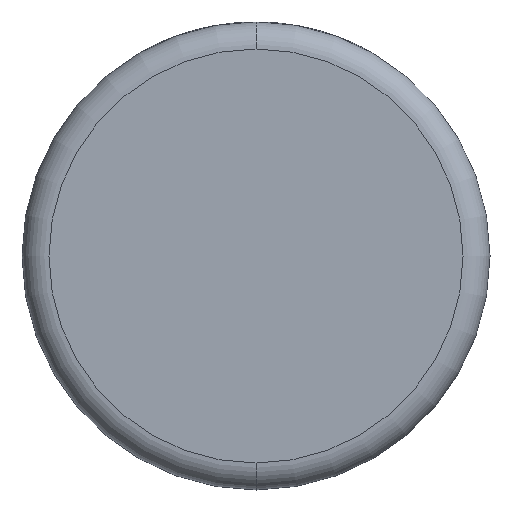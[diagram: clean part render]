
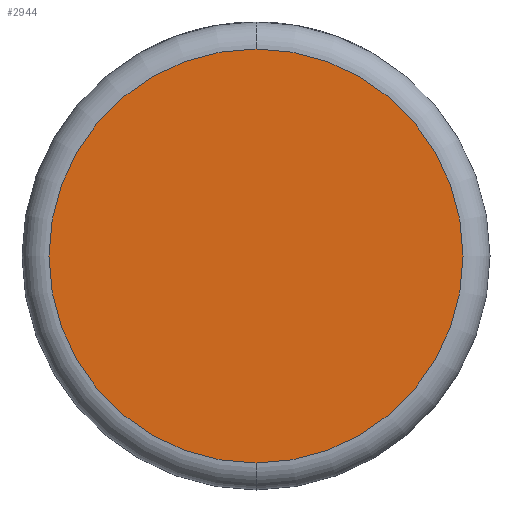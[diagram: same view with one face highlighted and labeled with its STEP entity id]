
A CAD part, front view. The second image highlights one B-rep face of the part: STEP entity #2944.
In plain terms, the highlighted planar face has unit normal (0, -1, 0).
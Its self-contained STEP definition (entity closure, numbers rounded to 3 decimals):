
#3 = FACE_OUTER_BOUND ( 'NONE', #2481, .T. ) ;
#365 = DIRECTION ( 'NONE',  ( 0., 1., 0. ) ) ;
#545 = DIRECTION ( 'NONE',  ( 0., -1., 0. ) ) ;
#581 = ORIENTED_EDGE ( 'NONE', *, *, #1577, .T. ) ;
#635 = CARTESIAN_POINT ( 'NONE',  ( 0., 0., -13.714 ) ) ;
#709 = CIRCLE ( 'NONE', #4198, 13.714 ) ;
#1052 = EDGE_CURVE ( 'NONE', #1670, #2502, #2205, .T. ) ;
#1082 = CARTESIAN_POINT ( 'NONE',  ( 0., 0., 0. ) ) ;
#1341 = ORIENTED_EDGE ( 'NONE', *, *, #1052, .T. ) ;
#1385 = DIRECTION ( 'NONE',  ( 0., -1., 0. ) ) ;
#1486 = DIRECTION ( 'NONE',  ( 0., 0., 1. ) ) ;
#1577 = EDGE_CURVE ( 'NONE', #2502, #1670, #709, .T. ) ;
#1597 = AXIS2_PLACEMENT_3D ( 'NONE', #2094, #545, #1486 ) ;
#1670 = VERTEX_POINT ( 'NONE', #3044 ) ;
#1993 = DIRECTION ( 'NONE',  ( 0., 0., 1. ) ) ;
#2016 = AXIS2_PLACEMENT_3D ( 'NONE', #2652, #365, #1993 ) ;
#2094 = CARTESIAN_POINT ( 'NONE',  ( 0., 0., 0. ) ) ;
#2205 = CIRCLE ( 'NONE', #1597, 13.714 ) ;
#2305 = PLANE ( 'NONE',  #2016 ) ;
#2481 = EDGE_LOOP ( 'NONE', ( #1341, #581 ) ) ;
#2502 = VERTEX_POINT ( 'NONE', #635 ) ;
#2652 = CARTESIAN_POINT ( 'NONE',  ( 0., 0., 0. ) ) ;
#2944 = ADVANCED_FACE ( 'NONE', ( #3 ), #2305, .F. ) ;
#3044 = CARTESIAN_POINT ( 'NONE',  ( 0., 0., 13.714 ) ) ;
#3384 = DIRECTION ( 'NONE',  ( 0., 0., 1. ) ) ;
#4198 = AXIS2_PLACEMENT_3D ( 'NONE', #1082, #1385, #3384 ) ;
